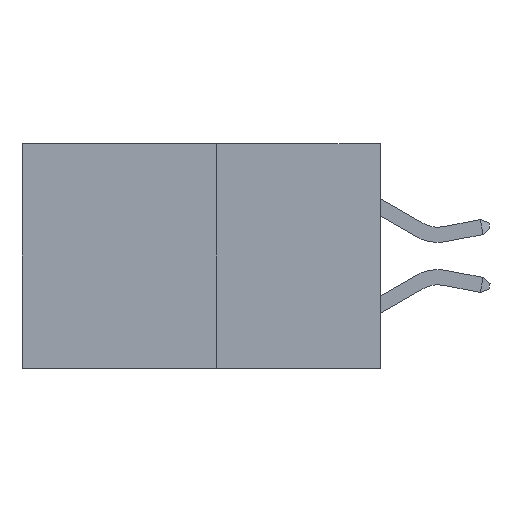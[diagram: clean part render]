
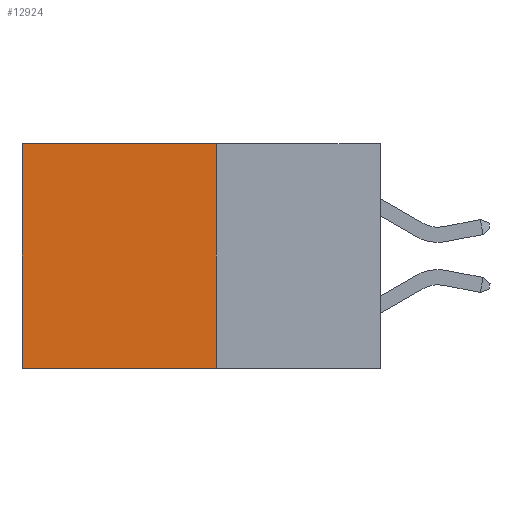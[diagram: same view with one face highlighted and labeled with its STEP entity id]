
A CAD part, left-side view. The second image highlights one B-rep face of the part: STEP entity #12924.
In plain terms, the highlighted planar face has unit normal (-1, 0, 0).
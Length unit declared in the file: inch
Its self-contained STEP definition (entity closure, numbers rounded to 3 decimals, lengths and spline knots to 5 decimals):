
#111 = ORIENTED_EDGE ( 'NONE', *, *, #3471, .F. ) ;
#1016 = CARTESIAN_POINT ( 'NONE',  ( 0.277, 0.59, -0.37 ) ) ;
#1746 = VERTEX_POINT ( 'NONE', #14984 ) ;
#2111 = VECTOR ( 'NONE', #8865, 39.37008 ) ;
#2452 = ORIENTED_EDGE ( 'NONE', *, *, #3043, .T. ) ;
#2818 = VERTEX_POINT ( 'NONE', #16834 ) ;
#3043 = EDGE_CURVE ( 'NONE', #1746, #10052, #11582, .T. ) ;
#3471 = EDGE_CURVE ( 'NONE', #2818, #10052, #9018, .T. ) ;
#4136 = DIRECTION ( 'NONE',  ( 1., 0., 0. ) ) ;
#4539 = EDGE_CURVE ( 'NONE', #16844, #1746, #13927, .T. ) ;
#5599 = CARTESIAN_POINT ( 'NONE',  ( 0.277, 0.27, -0.37 ) ) ;
#7588 = VECTOR ( 'NONE', #9767, 39.37008 ) ;
#7605 = CARTESIAN_POINT ( 'NONE',  ( 0.277, 0.27, -0.37 ) ) ;
#8367 = EDGE_CURVE ( 'NONE', #16844, #2818, #10872, .T. ) ;
#8865 = DIRECTION ( 'NONE',  ( 0., 1., 0. ) ) ;
#8946 = EDGE_LOOP ( 'NONE', ( #2452, #111, #15802, #18598 ) ) ;
#9018 = LINE ( 'NONE', #11925, #13339 ) ;
#9161 = CARTESIAN_POINT ( 'NONE',  ( 0.277, 0.27, 0. ) ) ;
#9767 = DIRECTION ( 'NONE',  ( 0., 0., -1. ) ) ;
#10052 = VERTEX_POINT ( 'NONE', #1016 ) ;
#10173 = CARTESIAN_POINT ( 'NONE',  ( 0.277, 0.59, -0.37 ) ) ;
#10872 = LINE ( 'NONE', #7605, #18001 ) ;
#11081 = CARTESIAN_POINT ( 'NONE',  ( 0.277, 0.27, 0. ) ) ;
#11582 = LINE ( 'NONE', #10173, #7588 ) ;
#11925 = CARTESIAN_POINT ( 'NONE',  ( 0.277, 0.27, -0.37 ) ) ;
#12113 = DIRECTION ( 'NONE',  ( 0., 0., -1. ) ) ;
#12848 = DIRECTION ( 'NONE',  ( 0., 1., 0. ) ) ;
#12924 = ADVANCED_FACE ( 'NONE', ( #16513 ), #13040, .F. ) ;
#13040 = PLANE ( 'NONE',  #16903 ) ;
#13339 = VECTOR ( 'NONE', #12848, 39.37008 ) ;
#13927 = LINE ( 'NONE', #9161, #2111 ) ;
#14444 = DIRECTION ( 'NONE',  ( 0., 0., -1. ) ) ;
#14984 = CARTESIAN_POINT ( 'NONE',  ( 0.277, 0.59, 0. ) ) ;
#15802 = ORIENTED_EDGE ( 'NONE', *, *, #8367, .F. ) ;
#16513 = FACE_OUTER_BOUND ( 'NONE', #8946, .T. ) ;
#16834 = CARTESIAN_POINT ( 'NONE',  ( 0.277, 0.27, -0.37 ) ) ;
#16844 = VERTEX_POINT ( 'NONE', #11081 ) ;
#16903 = AXIS2_PLACEMENT_3D ( 'NONE', #5599, #4136, #14444 ) ;
#18001 = VECTOR ( 'NONE', #12113, 39.37008 ) ;
#18598 = ORIENTED_EDGE ( 'NONE', *, *, #4539, .T. ) ;
